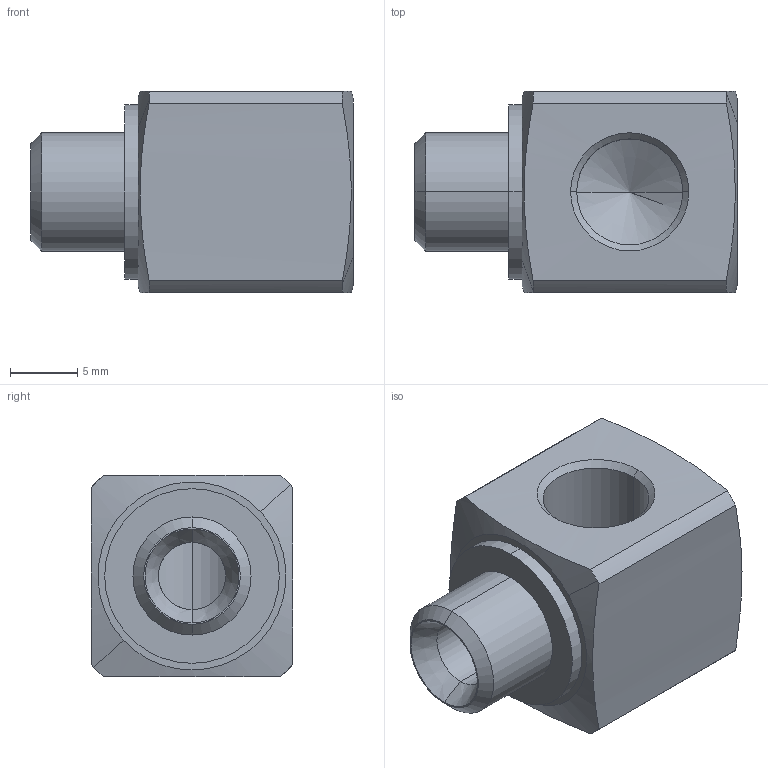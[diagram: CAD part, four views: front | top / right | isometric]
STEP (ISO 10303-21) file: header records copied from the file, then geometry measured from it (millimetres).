
FILE_DESCRIPTION(/* description */ ('VariCAD 2016-1.04 AP-214'),/* implementation_level */ '2;1');
FILE_NAME(/* name */ 'gl_18_a.stp',/* time_stamp */ '2016-06-16T08:52:20+02:00',/* author */ (''),/* organization */ (''),/* preprocessor_version */ 'ST-DEVELOPER v14',/* originating_system */ 'VariCAD 2016-1.04; kernel version (20130303)',/* authorisation */ '');
FILE_SCHEMA (('AUTOMOTIVE_DESIGN'));
Length unit declared in the file: millimetre
Products named in the file (2): gl_18_a; 41-18 AL
Assembly tree (1 placements, depth 2):
  gl_18_a
    41-18 AL
Bounding box: 24 x 15 x 15 mm (x, y, z)
Volume: 3252.9 mm3; surface area: 1973.1 mm2
Topology: 1 solids, 1 shells, 32 faces, 80 edges, 50 vertices
Faces by surface type: cylinder 12, cone 12, plane 8
Entity records: 1072 total; most frequent: CARTESIAN_POINT 248, DIRECTION 177, ORIENTED_EDGE 156, EDGE_CURVE 78, AXIS2_PLACEMENT_3D 74, VERTEX_POINT 50, CIRCLE 38, EDGE_LOOP 36
